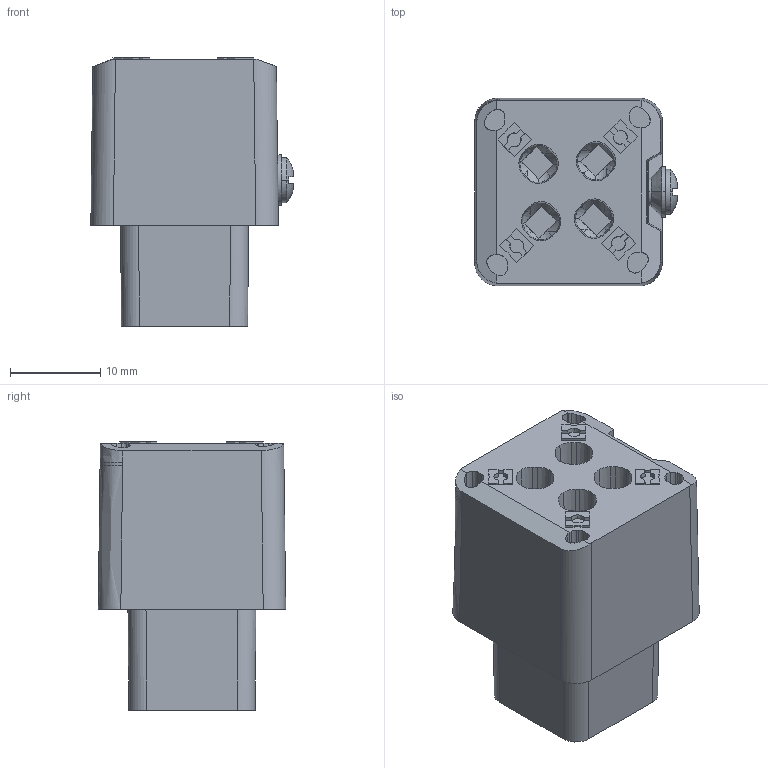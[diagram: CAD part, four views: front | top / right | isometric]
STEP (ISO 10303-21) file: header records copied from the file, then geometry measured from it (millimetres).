
FILE_DESCRIPTION(('CATIA V5 STEP Exchange','CAx-IF Rec.Pracs.--- Model Styling and Organization---1.5--- 2016-08-15','CAx-IF Rec.Pracs.---Supplemental Geometry---1.0---2011-11-01','CAx-IF Rec.Pracs.--- Composite Materials ---1.1---2010-07-15'),'2;1');
FILE_NAME ('1945086-4_0', '2025-01-06T12:53:09+00:00', ('none'), ('Weidmueller'), 'CATIA Version 5-6 Release 2022 SP4 HF5', 'CATIA V5 STEP AP214 v3', 'none');
FILE_SCHEMA(('AUTOMOTIVE_DESIGN { 1 0 10303 214 1 1 1 1 }'));
Length unit declared in the file: millimetre
Products named in the file (1): 2985550000
Bounding box: 22.45 x 20.8 x 29.8 mm (x, y, z)
Volume: 8938.4 mm3; surface area: 3884.1 mm2
Topology: 1 solids, 1 shells, 380 faces, 1020 edges, 663 vertices
Faces by surface type: plane 235, cylinder 60, cone 59, extrusion 17, bspline 5, sphere 4
Entity records: 13232 total; most frequent: CARTESIAN_POINT 4153, ORIENTED_EDGE 2040, DIRECTION 1345, EDGE_CURVE 1020, VERTEX_POINT 663, VECTOR 635, LINE 618, AXIS2_PLACEMENT_3D 409
